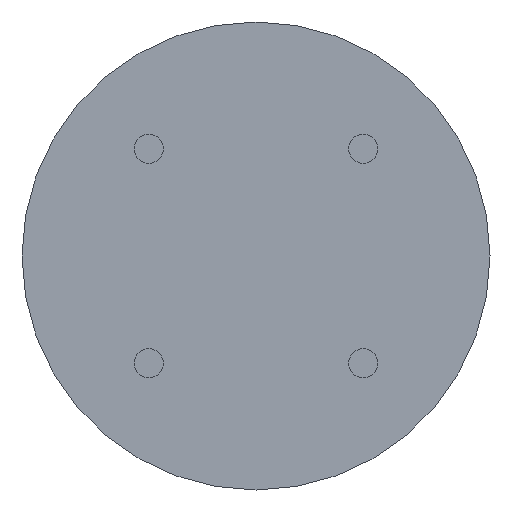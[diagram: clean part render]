
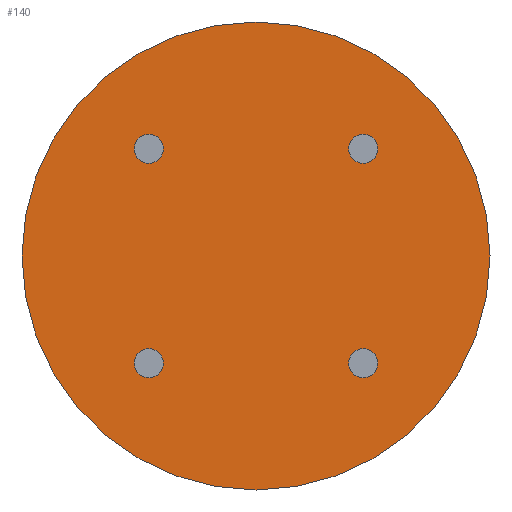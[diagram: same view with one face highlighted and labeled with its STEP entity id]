
A CAD part, front view. The second image highlights one B-rep face of the part: STEP entity #140.
In plain terms, the highlighted planar face has unit normal (0, -1, 0).
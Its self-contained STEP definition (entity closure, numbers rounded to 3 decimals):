
#3 = VERTEX_POINT ( 'NONE', #297 ) ;
#7 = EDGE_CURVE ( 'NONE', #403, #295, #303, .T. ) ;
#10 = CARTESIAN_POINT ( 'NONE',  ( 11., 0., -11. ) ) ;
#16 = ORIENTED_EDGE ( 'NONE', *, *, #154, .F. ) ;
#22 = EDGE_LOOP ( 'NONE', ( #134, #499 ) ) ;
#29 = ORIENTED_EDGE ( 'NONE', *, *, #206, .F. ) ;
#42 = CARTESIAN_POINT ( 'NONE',  ( 11., 0., 12.5 ) ) ;
#46 = EDGE_CURVE ( 'NONE', #513, #279, #422, .T. ) ;
#56 = ORIENTED_EDGE ( 'NONE', *, *, #351, .F. ) ;
#60 = DIRECTION ( 'NONE',  ( 0., 0., -1. ) ) ;
#62 = AXIS2_PLACEMENT_3D ( 'NONE', #109, #160, #208 ) ;
#65 = ORIENTED_EDGE ( 'NONE', *, *, #458, .F. ) ;
#86 = DIRECTION ( 'NONE',  ( 0., 0., -1. ) ) ;
#94 = DIRECTION ( 'NONE',  ( 0., 0., -1. ) ) ;
#95 = CARTESIAN_POINT ( 'NONE',  ( -11., 0., -11. ) ) ;
#99 = DIRECTION ( 'NONE',  ( 0., -1., 0. ) ) ;
#101 = CIRCLE ( 'NONE', #293, 1.5 ) ;
#103 = AXIS2_PLACEMENT_3D ( 'NONE', #544, #99, #236 ) ;
#109 = CARTESIAN_POINT ( 'NONE',  ( 11., 0., 11. ) ) ;
#111 = AXIS2_PLACEMENT_3D ( 'NONE', #467, #476, #60 ) ;
#116 = CARTESIAN_POINT ( 'NONE',  ( -11., 0., -9.5 ) ) ;
#122 = CARTESIAN_POINT ( 'NONE',  ( -11., 0., 12.5 ) ) ;
#124 = DIRECTION ( 'NONE',  ( 0., 0., -1. ) ) ;
#128 = CARTESIAN_POINT ( 'NONE',  ( 11., 0., 11. ) ) ;
#129 = EDGE_LOOP ( 'NONE', ( #29, #65 ) ) ;
#131 = FACE_BOUND ( 'NONE', #368, .T. ) ;
#134 = ORIENTED_EDGE ( 'NONE', *, *, #46, .F. ) ;
#135 = CIRCLE ( 'NONE', #103, 1.5 ) ;
#137 = DIRECTION ( 'NONE',  ( 0., -1., 0. ) ) ;
#140 = ADVANCED_FACE ( 'NONE', ( #131, #562, #531, #353, #486 ), #223, .F. ) ;
#150 = CARTESIAN_POINT ( 'NONE',  ( 11., 0., -12.5 ) ) ;
#154 = EDGE_CURVE ( 'NONE', #573, #406, #101, .T. ) ;
#160 = DIRECTION ( 'NONE',  ( 0., -1., 0. ) ) ;
#165 = CARTESIAN_POINT ( 'NONE',  ( 0., 0., 0. ) ) ;
#169 = CARTESIAN_POINT ( 'NONE',  ( 0., 0., 0. ) ) ;
#170 = CARTESIAN_POINT ( 'NONE',  ( 0., 0., 24. ) ) ;
#175 = DIRECTION ( 'NONE',  ( 0., -1., 0. ) ) ;
#180 = DIRECTION ( 'NONE',  ( 0., 0., 1. ) ) ;
#189 = DIRECTION ( 'NONE',  ( 0., 0., -1. ) ) ;
#190 = CIRCLE ( 'NONE', #525, 24. ) ;
#193 = ORIENTED_EDGE ( 'NONE', *, *, #233, .F. ) ;
#206 = EDGE_CURVE ( 'NONE', #291, #256, #314, .T. ) ;
#208 = DIRECTION ( 'NONE',  ( 0., 0., -1. ) ) ;
#210 = AXIS2_PLACEMENT_3D ( 'NONE', #569, #455, #180 ) ;
#223 = PLANE ( 'NONE',  #210 ) ;
#233 = EDGE_CURVE ( 'NONE', #427, #3, #532, .T. ) ;
#234 = CARTESIAN_POINT ( 'NONE',  ( 11., 0., -11. ) ) ;
#236 = DIRECTION ( 'NONE',  ( 0., 0., -1. ) ) ;
#254 = CARTESIAN_POINT ( 'NONE',  ( 0., 0., -24. ) ) ;
#256 = VERTEX_POINT ( 'NONE', #122 ) ;
#263 = DIRECTION ( 'NONE',  ( 0., 1., 0. ) ) ;
#279 = VERTEX_POINT ( 'NONE', #116 ) ;
#285 = CARTESIAN_POINT ( 'NONE',  ( -11., 0., -12.5 ) ) ;
#287 = EDGE_CURVE ( 'NONE', #295, #403, #190, .T. ) ;
#291 = VERTEX_POINT ( 'NONE', #478 ) ;
#293 = AXIS2_PLACEMENT_3D ( 'NONE', #234, #328, #189 ) ;
#295 = VERTEX_POINT ( 'NONE', #254 ) ;
#296 = DIRECTION ( 'NONE',  ( 0., 1., 0. ) ) ;
#297 = CARTESIAN_POINT ( 'NONE',  ( 11., 0., 9.5 ) ) ;
#303 = CIRCLE ( 'NONE', #538, 24. ) ;
#314 = CIRCLE ( 'NONE', #111, 1.5 ) ;
#318 = DIRECTION ( 'NONE',  ( 0., -1., 0. ) ) ;
#321 = ORIENTED_EDGE ( 'NONE', *, *, #287, .F. ) ;
#325 = DIRECTION ( 'NONE',  ( 0., -1., 0. ) ) ;
#328 = DIRECTION ( 'NONE',  ( 0., -1., 0. ) ) ;
#329 = CIRCLE ( 'NONE', #539, 1.5 ) ;
#342 = ORIENTED_EDGE ( 'NONE', *, *, #7, .F. ) ;
#351 = EDGE_CURVE ( 'NONE', #3, #427, #361, .T. ) ;
#353 = FACE_BOUND ( 'NONE', #129, .T. ) ;
#356 = CARTESIAN_POINT ( 'NONE',  ( -11., 0., 11. ) ) ;
#361 = CIRCLE ( 'NONE', #407, 1.5 ) ;
#363 = CARTESIAN_POINT ( 'NONE',  ( 11., 0., -9.5 ) ) ;
#368 = EDGE_LOOP ( 'NONE', ( #56, #193 ) ) ;
#381 = CIRCLE ( 'NONE', #497, 1.5 ) ;
#387 = EDGE_LOOP ( 'NONE', ( #321, #342 ) ) ;
#403 = VERTEX_POINT ( 'NONE', #170 ) ;
#406 = VERTEX_POINT ( 'NONE', #363 ) ;
#407 = AXIS2_PLACEMENT_3D ( 'NONE', #128, #137, #124 ) ;
#422 = CIRCLE ( 'NONE', #540, 1.5 ) ;
#427 = VERTEX_POINT ( 'NONE', #42 ) ;
#455 = DIRECTION ( 'NONE',  ( 0., 1., 0. ) ) ;
#458 = EDGE_CURVE ( 'NONE', #256, #291, #329, .T. ) ;
#467 = CARTESIAN_POINT ( 'NONE',  ( -11., 0., 11. ) ) ;
#472 = DIRECTION ( 'NONE',  ( 0., 0., 1. ) ) ;
#473 = DIRECTION ( 'NONE',  ( 0., 0., 1. ) ) ;
#476 = DIRECTION ( 'NONE',  ( 0., -1., 0. ) ) ;
#478 = CARTESIAN_POINT ( 'NONE',  ( -11., 0., 9.5 ) ) ;
#483 = DIRECTION ( 'NONE',  ( 0., 0., -1. ) ) ;
#484 = ORIENTED_EDGE ( 'NONE', *, *, #500, .F. ) ;
#486 = FACE_OUTER_BOUND ( 'NONE', #387, .T. ) ;
#497 = AXIS2_PLACEMENT_3D ( 'NONE', #10, #325, #94 ) ;
#499 = ORIENTED_EDGE ( 'NONE', *, *, #567, .F. ) ;
#500 = EDGE_CURVE ( 'NONE', #406, #573, #381, .T. ) ;
#513 = VERTEX_POINT ( 'NONE', #285 ) ;
#525 = AXIS2_PLACEMENT_3D ( 'NONE', #165, #296, #472 ) ;
#531 = FACE_BOUND ( 'NONE', #575, .T. ) ;
#532 = CIRCLE ( 'NONE', #62, 1.5 ) ;
#538 = AXIS2_PLACEMENT_3D ( 'NONE', #169, #263, #473 ) ;
#539 = AXIS2_PLACEMENT_3D ( 'NONE', #356, #175, #483 ) ;
#540 = AXIS2_PLACEMENT_3D ( 'NONE', #95, #318, #86 ) ;
#544 = CARTESIAN_POINT ( 'NONE',  ( -11., 0., -11. ) ) ;
#562 = FACE_BOUND ( 'NONE', #22, .T. ) ;
#567 = EDGE_CURVE ( 'NONE', #279, #513, #135, .T. ) ;
#569 = CARTESIAN_POINT ( 'NONE',  ( 0., 0., 0. ) ) ;
#573 = VERTEX_POINT ( 'NONE', #150 ) ;
#575 = EDGE_LOOP ( 'NONE', ( #16, #484 ) ) ;
